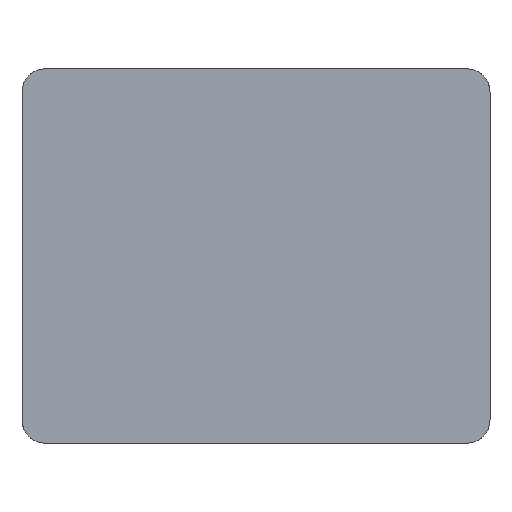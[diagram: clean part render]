
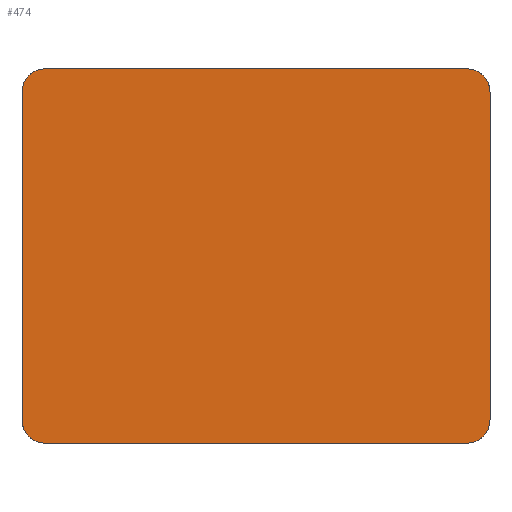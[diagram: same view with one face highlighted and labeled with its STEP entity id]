
A CAD part, front view. The second image highlights one B-rep face of the part: STEP entity #474.
In plain terms, the highlighted planar face has unit normal (0, -1, 0).
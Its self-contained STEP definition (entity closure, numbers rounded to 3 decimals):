
#32=PLANE('',#546);
#58=FACE_OUTER_BOUND('',#84,.T.);
#84=EDGE_LOOP('',(#433,#434,#435,#436,#437,#438,#439,#440));
#85=CIRCLE('',#490,0.1);
#91=CIRCLE('',#500,0.1);
#97=CIRCLE('',#510,0.1);
#103=CIRCLE('',#520,0.1);
#121=LINE('',#731,#141);
#124=LINE('',#773,#144);
#128=LINE('',#826,#148);
#131=LINE('',#876,#151);
#141=VECTOR('',#559,10.);
#144=VECTOR('',#582,10.);
#148=VECTOR('',#606,10.);
#151=VECTOR('',#629,10.);
#179=VERTEX_POINT('',#697);
#180=VERTEX_POINT('',#699);
#186=VERTEX_POINT('',#729);
#192=VERTEX_POINT('',#753);
#193=VERTEX_POINT('',#755);
#203=VERTEX_POINT('',#806);
#204=VERTEX_POINT('',#808);
#214=VERTEX_POINT('',#859);
#227=EDGE_CURVE('',#179,#180,#85,.T.);
#235=EDGE_CURVE('',#186,#179,#121,.T.);
#243=EDGE_CURVE('',#192,#193,#91,.T.);
#247=EDGE_CURVE('',#180,#192,#124,.T.);
#258=EDGE_CURVE('',#203,#204,#97,.T.);
#262=EDGE_CURVE('',#193,#203,#128,.T.);
#273=EDGE_CURVE('',#214,#186,#103,.T.);
#276=EDGE_CURVE('',#204,#214,#131,.T.);
#433=ORIENTED_EDGE('',*,*,#227,.F.);
#434=ORIENTED_EDGE('',*,*,#235,.F.);
#435=ORIENTED_EDGE('',*,*,#273,.F.);
#436=ORIENTED_EDGE('',*,*,#276,.F.);
#437=ORIENTED_EDGE('',*,*,#258,.F.);
#438=ORIENTED_EDGE('',*,*,#262,.F.);
#439=ORIENTED_EDGE('',*,*,#243,.F.);
#440=ORIENTED_EDGE('',*,*,#247,.F.);
#474=ADVANCED_FACE('',(#58),#32,.F.);
#490=AXIS2_PLACEMENT_3D('',#700,#552,#553);
#500=AXIS2_PLACEMENT_3D('',#756,#577,#578);
#510=AXIS2_PLACEMENT_3D('',#809,#601,#602);
#520=AXIS2_PLACEMENT_3D('',#861,#625,#626);
#546=AXIS2_PLACEMENT_3D('',#923,#683,#684);
#552=DIRECTION('center_axis',(0.,1.,0.));
#553=DIRECTION('ref_axis',(0.707,0.,-0.707));
#559=DIRECTION('',(0.,0.,-1.));
#577=DIRECTION('center_axis',(0.,1.,0.));
#578=DIRECTION('ref_axis',(-0.707,0.,-0.707));
#582=DIRECTION('',(-1.,0.,0.));
#601=DIRECTION('center_axis',(0.,1.,0.));
#602=DIRECTION('ref_axis',(-0.707,0.,0.707));
#606=DIRECTION('',(0.,0.,1.));
#625=DIRECTION('center_axis',(0.,1.,0.));
#626=DIRECTION('ref_axis',(0.707,0.,0.707));
#629=DIRECTION('',(1.,0.,0.));
#683=DIRECTION('center_axis',(0.,1.,0.));
#684=DIRECTION('ref_axis',(1.,0.,0.));
#697=CARTESIAN_POINT('',(1.,0.,-0.7));
#699=CARTESIAN_POINT('',(0.9,0.,-0.8));
#700=CARTESIAN_POINT('Origin',(0.9,0.,-0.7));
#729=CARTESIAN_POINT('',(1.,0.,0.7));
#731=CARTESIAN_POINT('',(1.,0.,0.8));
#753=CARTESIAN_POINT('',(-0.9,0.,-0.8));
#755=CARTESIAN_POINT('',(-1.,0.,-0.7));
#756=CARTESIAN_POINT('Origin',(-0.9,0.,-0.7));
#773=CARTESIAN_POINT('',(1.,0.,-0.8));
#806=CARTESIAN_POINT('',(-1.,0.,0.7));
#808=CARTESIAN_POINT('',(-0.9,0.,0.8));
#809=CARTESIAN_POINT('Origin',(-0.9,0.,0.7));
#826=CARTESIAN_POINT('',(-1.,0.,-0.8));
#859=CARTESIAN_POINT('',(0.9,0.,0.8));
#861=CARTESIAN_POINT('Origin',(0.9,0.,0.7));
#876=CARTESIAN_POINT('',(-1.,0.,0.8));
#923=CARTESIAN_POINT('Origin',(0.,0.,0.));
